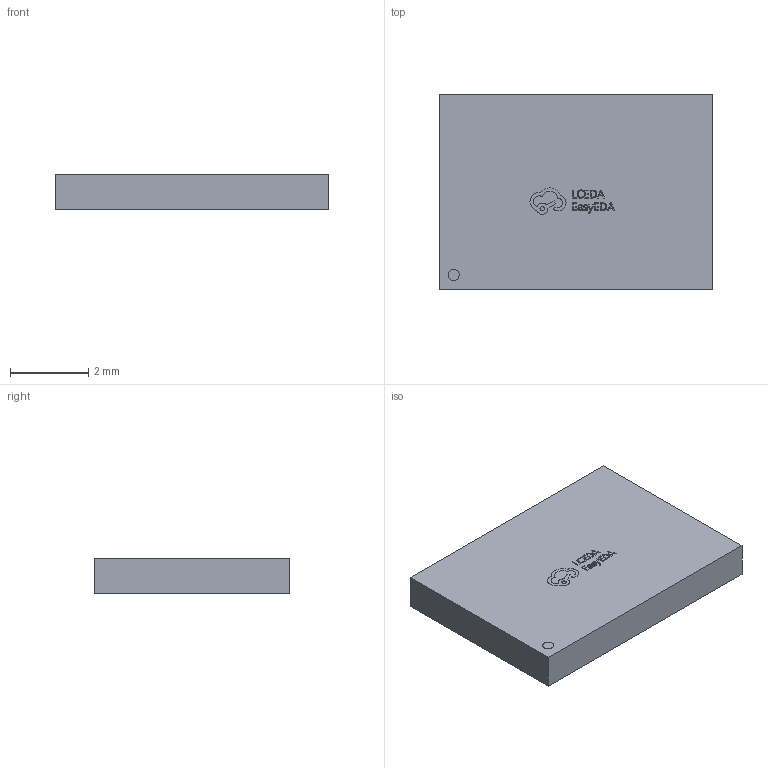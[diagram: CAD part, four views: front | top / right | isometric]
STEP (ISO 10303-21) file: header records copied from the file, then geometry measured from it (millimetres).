
FILE_DESCRIPTION (( 'STEP AP214' ), '1' );
FILE_NAME ('OSC-SMD_6P-L7.0-W5.0-BL-EP.step', '2022-07-07T03:29:06', ( '' ), ( '' ), 'SwSTEP 2.0', 'SolidWorks 2020', '' );
FILE_SCHEMA (( 'AUTOMOTIVE_DESIGN' ));
Length unit declared in the file: millimetre
Products named in the file (1): OSC-SMD_6P-L7.0-W5.0-BL-EP
Bounding box: 7 x 5 x 0.91 mm (x, y, z)
Volume: 31.6 mm3; surface area: 92 mm2
Topology: 1 solids, 1 shells, 330 faces, 882 edges, 588 vertices
Faces by surface type: plane 209, bspline 112, cylinder 9
Entity records: 15060 total; most frequent: CARTESIAN_POINT 3905, ORIENTED_EDGE 1764, DIRECTION 1110, EDGE_CURVE 882, LINE 636, VECTOR 636, VERTEX_POINT 588, EDGE_LOOP 364
